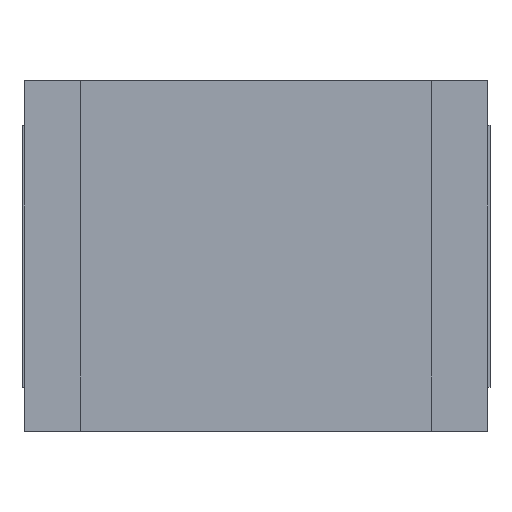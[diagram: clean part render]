
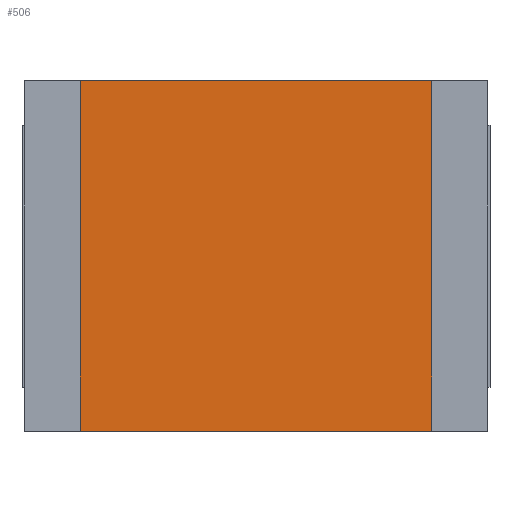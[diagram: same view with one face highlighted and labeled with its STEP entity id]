
A CAD part, top view. The second image highlights one B-rep face of the part: STEP entity #506.
In plain terms, the highlighted planar face has unit normal (0, 0, 1).
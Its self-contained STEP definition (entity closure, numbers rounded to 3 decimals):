
#470=AXIS2_PLACEMENT_3D('Plane Axis2P3D',#467,#468,#469) ;
#467=CARTESIAN_POINT('Axis2P3D Location',(0.,0.,1.7)) ;
#472=CARTESIAN_POINT('Line Origine',(0.,0.75,1.7)) ;
#476=CARTESIAN_POINT('Vertex',(0.75,0.75,1.7)) ;
#478=CARTESIAN_POINT('Vertex',(-0.75,0.75,1.7)) ;
#481=CARTESIAN_POINT('Line Origine',(-0.75,0.,1.7)) ;
#485=CARTESIAN_POINT('Vertex',(-0.75,-0.75,1.7)) ;
#488=CARTESIAN_POINT('Line Origine',(0.,-0.75,1.7)) ;
#492=CARTESIAN_POINT('Vertex',(0.75,-0.75,1.7)) ;
#495=CARTESIAN_POINT('Line Origine',(0.75,0.,1.7)) ;
#468=DIRECTION('Axis2P3D Direction',(0.,0.,1.)) ;
#469=DIRECTION('Axis2P3D XDirection',(1.,0.,0.)) ;
#473=DIRECTION('Vector Direction',(1.,0.,0.)) ;
#482=DIRECTION('Vector Direction',(0.,1.,0.)) ;
#489=DIRECTION('Vector Direction',(-1.,0.,0.)) ;
#496=DIRECTION('Vector Direction',(0.,-1.,0.)) ;
#474=VECTOR('Line Direction',#473,1.) ;
#483=VECTOR('Line Direction',#482,1.) ;
#490=VECTOR('Line Direction',#489,1.) ;
#497=VECTOR('Line Direction',#496,1.) ;
#501=ORIENTED_EDGE('',*,*,#480,.T.) ;
#502=ORIENTED_EDGE('',*,*,#487,.T.) ;
#503=ORIENTED_EDGE('',*,*,#494,.T.) ;
#504=ORIENTED_EDGE('',*,*,#499,.T.) ;
#506=ADVANCED_FACE('\X2\FF8AFF9FFF70FF82\X0\ \X2\FF8EFF9EFF83FF9EFF68FF70\X0\',(#505),#471,.T.) ;
#480=EDGE_CURVE('',#477,#479,#475,.F.) ;
#487=EDGE_CURVE('',#479,#486,#484,.F.) ;
#494=EDGE_CURVE('',#486,#493,#491,.F.) ;
#499=EDGE_CURVE('',#493,#477,#498,.F.) ;
#500=EDGE_LOOP('',(#501,#502,#503,#504)) ;
#505=FACE_OUTER_BOUND('',#500,.T.) ;
#475=LINE('Line',#472,#474) ;
#484=LINE('Line',#481,#483) ;
#491=LINE('Line',#488,#490) ;
#498=LINE('Line',#495,#497) ;
#471=PLANE('',#470) ;
#477=VERTEX_POINT('',#476) ;
#479=VERTEX_POINT('',#478) ;
#486=VERTEX_POINT('',#485) ;
#493=VERTEX_POINT('',#492) ;
